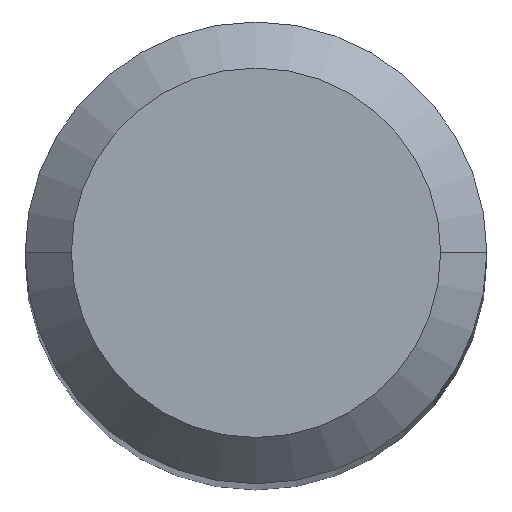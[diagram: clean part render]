
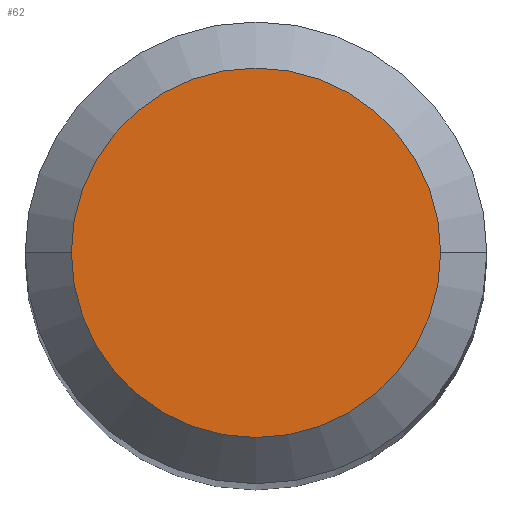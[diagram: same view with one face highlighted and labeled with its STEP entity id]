
A CAD part, top view. The second image highlights one B-rep face of the part: STEP entity #62.
In plain terms, the highlighted planar face has unit normal (0, 0, 1).
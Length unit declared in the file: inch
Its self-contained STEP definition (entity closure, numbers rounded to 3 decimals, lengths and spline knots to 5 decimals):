
#44 = ORIENTED_EDGE ( 'NONE', *, *, #48, .T. ) ;
#48 = EDGE_CURVE ( 'NONE', #380, #296, #99, .T. ) ;
#53 = CARTESIAN_POINT ( 'NONE',  ( -0.05, 0., 0. ) ) ;
#62 = ADVANCED_FACE ( 'NONE', ( #267 ), #422, .F. ) ;
#71 = DIRECTION ( 'NONE',  ( 1., 0., 0. ) ) ;
#87 = CARTESIAN_POINT ( 'NONE',  ( 0., 0., 0. ) ) ;
#99 = CIRCLE ( 'NONE', #433, 0.05 ) ;
#155 = DIRECTION ( 'NONE',  ( -1., 0., 0. ) ) ;
#166 = AXIS2_PLACEMENT_3D ( 'NONE', #87, #232, #155 ) ;
#232 = DIRECTION ( 'NONE',  ( 0., 0., -1. ) ) ;
#267 = FACE_OUTER_BOUND ( 'NONE', #335, .T. ) ;
#290 = CARTESIAN_POINT ( 'NONE',  ( 0., 0., 0. ) ) ;
#296 = VERTEX_POINT ( 'NONE', #464 ) ;
#326 = DIRECTION ( 'NONE',  ( 0., 0., 1. ) ) ;
#333 = CIRCLE ( 'NONE', #439, 0.05 ) ;
#335 = EDGE_LOOP ( 'NONE', ( #44, #450 ) ) ;
#350 = CARTESIAN_POINT ( 'NONE',  ( 0., 0., 0. ) ) ;
#380 = VERTEX_POINT ( 'NONE', #53 ) ;
#418 = DIRECTION ( 'NONE',  ( 0., 0., 1. ) ) ;
#422 = PLANE ( 'NONE',  #166 ) ;
#433 = AXIS2_PLACEMENT_3D ( 'NONE', #350, #418, #467 ) ;
#439 = AXIS2_PLACEMENT_3D ( 'NONE', #290, #326, #71 ) ;
#450 = ORIENTED_EDGE ( 'NONE', *, *, #486, .T. ) ;
#464 = CARTESIAN_POINT ( 'NONE',  ( 0.05, 0., 0. ) ) ;
#467 = DIRECTION ( 'NONE',  ( 1., 0., 0. ) ) ;
#486 = EDGE_CURVE ( 'NONE', #296, #380, #333, .T. ) ;
